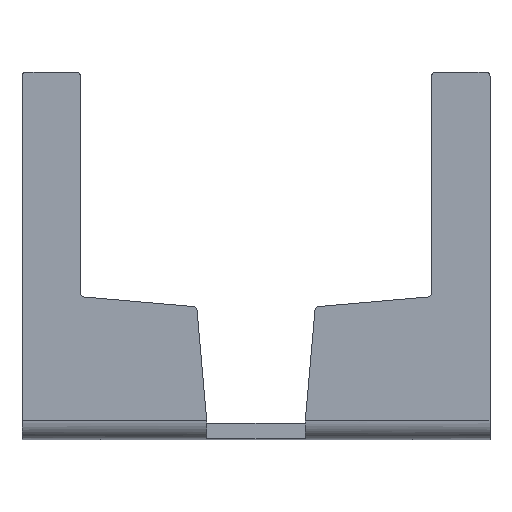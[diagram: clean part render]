
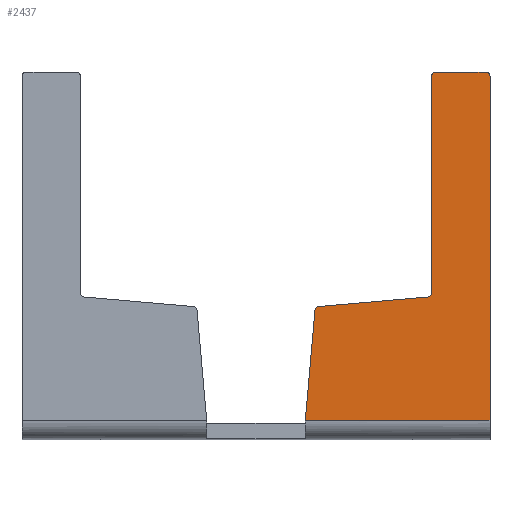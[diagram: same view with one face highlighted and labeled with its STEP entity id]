
A CAD part, top view. The second image highlights one B-rep face of the part: STEP entity #2437.
In plain terms, the highlighted planar face has unit normal (0, 0, 1).
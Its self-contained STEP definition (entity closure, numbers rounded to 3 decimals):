
#34 = ORIENTED_EDGE ( 'NONE', *, *, #1361, .T. ) ;
#77 = ORIENTED_EDGE ( 'NONE', *, *, #1368, .T. ) ;
#93 = ORIENTED_EDGE ( 'NONE', *, *, #1363, .T. ) ;
#109 = ORIENTED_EDGE ( 'NONE', *, *, #1362, .F. ) ;
#127 = ORIENTED_EDGE ( 'NONE', *, *, #1374, .T. ) ;
#129 = ORIENTED_EDGE ( 'NONE', *, *, #1369, .F. ) ;
#131 = ORIENTED_EDGE ( 'NONE', *, *, #1365, .F. ) ;
#144 = ORIENTED_EDGE ( 'NONE', *, *, #1364, .T. ) ;
#145 = ORIENTED_EDGE ( 'NONE', *, *, #1366, .F. ) ;
#160 = ORIENTED_EDGE ( 'NONE', *, *, #1367, .F. ) ;
#407 = CIRCLE ( 'NONE', #1500, 1. ) ;
#410 = LINE ( 'NONE', #793, #414 ) ;
#412 = CIRCLE ( 'NONE', #1501, 1. ) ;
#413 = LINE ( 'NONE', #841, #422 ) ;
#414 = VECTOR ( 'NONE', #795, 1000. ) ;
#415 = CIRCLE ( 'NONE', #1502, 1. ) ;
#416 = LINE ( 'NONE', #895, #418 ) ;
#417 = LINE ( 'NONE', #1111, #420 ) ;
#418 = VECTOR ( 'NONE', #845, 1000. ) ;
#419 = CIRCLE ( 'NONE', #1503, 1. ) ;
#420 = VECTOR ( 'NONE', #1110, 1000. ) ;
#422 = VECTOR ( 'NONE', #1114, 1000. ) ;
#423 = LINE ( 'NONE', #1133, #425 ) ;
#425 = VECTOR ( 'NONE', #1117, 1000. ) ;
#426 = LINE ( 'NONE', #1113, #435 ) ;
#435 = VECTOR ( 'NONE', #1092, 1000. ) ;
#626 = FACE_OUTER_BOUND ( 'NONE', #1901, .T. ) ;
#728 = CARTESIAN_POINT ( 'NONE',  ( 119., 45., 84. ) ) ;
#731 = CARTESIAN_POINT ( 'NONE',  ( 120., 44., 84. ) ) ;
#760 = CARTESIAN_POINT ( 'NONE',  ( 75.111, -16.021, 84. ) ) ;
#766 = CARTESIAN_POINT ( 'NONE',  ( 105., -11.66, 84. ) ) ;
#791 = DIRECTION ( 'NONE',  ( 0., 0., 1. ) ) ;
#793 = CARTESIAN_POINT ( 'NONE',  ( 105., 45., 84. ) ) ;
#794 = DIRECTION ( 'NONE',  ( 0., 1., 0. ) ) ;
#795 = DIRECTION ( 'NONE',  ( 0., 1., 0. ) ) ;
#796 = CARTESIAN_POINT ( 'NONE',  ( 104., -11.66, 84. ) ) ;
#833 = CARTESIAN_POINT ( 'NONE',  ( 119., 44., 84. ) ) ;
#836 = DIRECTION ( 'NONE',  ( 0., 0., 1. ) ) ;
#841 = CARTESIAN_POINT ( 'NONE',  ( 80.751, 48.434, 84. ) ) ;
#845 = DIRECTION ( 'NONE',  ( 0., -1., 0. ) ) ;
#848 = CARTESIAN_POINT ( 'NONE',  ( 106., 44., 84. ) ) ;
#895 = CARTESIAN_POINT ( 'NONE',  ( 120., 45., 84. ) ) ;
#909 = DIRECTION ( 'NONE',  ( 0., 0., -1. ) ) ;
#911 = DIRECTION ( 'NONE',  ( 0., 1., 0. ) ) ;
#1092 = DIRECTION ( 'NONE',  ( -1., 0., 0. ) ) ;
#1106 = DIRECTION ( 'NONE',  ( 0., 1., 0. ) ) ;
#1110 = DIRECTION ( 'NONE',  ( -1., 0., 0. ) ) ;
#1111 = CARTESIAN_POINT ( 'NONE',  ( 120., -44.263, 84. ) ) ;
#1112 = CARTESIAN_POINT ( 'NONE',  ( 76.108, -16.108, 84. ) ) ;
#1113 = CARTESIAN_POINT ( 'NONE',  ( 120., 45., 84. ) ) ;
#1114 = DIRECTION ( 'NONE',  ( 0.087, 0.996, 0. ) ) ;
#1116 = DIRECTION ( 'NONE',  ( 0., 1., 0. ) ) ;
#1117 = DIRECTION ( 'NONE',  ( 0.996, 0.087, 0. ) ) ;
#1119 = DIRECTION ( 'NONE',  ( 0., 0., 1. ) ) ;
#1133 = CARTESIAN_POINT ( 'NONE',  ( 124.885, -10.836, 84. ) ) ;
#1208 = CARTESIAN_POINT ( 'NONE',  ( 104.087, -12.656, 84. ) ) ;
#1215 = CARTESIAN_POINT ( 'NONE',  ( 106., 45., 84. ) ) ;
#1221 = CARTESIAN_POINT ( 'NONE',  ( 72.64, -44.263, 84. ) ) ;
#1242 = CARTESIAN_POINT ( 'NONE',  ( 76.021, -15.111, 84. ) ) ;
#1258 = CARTESIAN_POINT ( 'NONE',  ( 120., -44.263, 84. ) ) ;
#1361 = EDGE_CURVE ( 'NONE', #1905, #2156, #407, .T. ) ;
#1362 = EDGE_CURVE ( 'NONE', #1905, #1868, #410, .T. ) ;
#1363 = EDGE_CURVE ( 'NONE', #2036, #1868, #412, .T. ) ;
#1364 = EDGE_CURVE ( 'NONE', #1914, #1930, #415, .T. ) ;
#1365 = EDGE_CURVE ( 'NONE', #1914, #2098, #416, .T. ) ;
#1366 = EDGE_CURVE ( 'NONE', #2098, #2029, #417, .T. ) ;
#1367 = EDGE_CURVE ( 'NONE', #2029, #1906, #413, .T. ) ;
#1368 = EDGE_CURVE ( 'NONE', #2031, #1906, #419, .T. ) ;
#1369 = EDGE_CURVE ( 'NONE', #2031, #2156, #423, .T. ) ;
#1374 = EDGE_CURVE ( 'NONE', #1930, #2036, #426, .T. ) ;
#1500 = AXIS2_PLACEMENT_3D ( 'NONE', #796, #909, #911 ) ;
#1501 = AXIS2_PLACEMENT_3D ( 'NONE', #848, #791, #794 ) ;
#1502 = AXIS2_PLACEMENT_3D ( 'NONE', #833, #836, #1116 ) ;
#1503 = AXIS2_PLACEMENT_3D ( 'NONE', #1112, #1119, #1106 ) ;
#1559 = AXIS2_PLACEMENT_3D ( 'NONE', #2221, #2259, #2209 ) ;
#1868 = VERTEX_POINT ( 'NONE', #2331 ) ;
#1901 = EDGE_LOOP ( 'NONE', ( #129, #77, #160, #145, #131, #144, #127, #93, #109, #34 ) ) ;
#1905 = VERTEX_POINT ( 'NONE', #766 ) ;
#1906 = VERTEX_POINT ( 'NONE', #760 ) ;
#1914 = VERTEX_POINT ( 'NONE', #731 ) ;
#1930 = VERTEX_POINT ( 'NONE', #728 ) ;
#2029 = VERTEX_POINT ( 'NONE', #1221 ) ;
#2031 = VERTEX_POINT ( 'NONE', #1242 ) ;
#2036 = VERTEX_POINT ( 'NONE', #1215 ) ;
#2098 = VERTEX_POINT ( 'NONE', #1258 ) ;
#2156 = VERTEX_POINT ( 'NONE', #1208 ) ;
#2209 = DIRECTION ( 'NONE',  ( 0., 1., 0. ) ) ;
#2221 = CARTESIAN_POINT ( 'NONE',  ( 120., 45., 84. ) ) ;
#2226 = PLANE ( 'NONE',  #1559 ) ;
#2259 = DIRECTION ( 'NONE',  ( 0., 0., -1. ) ) ;
#2331 = CARTESIAN_POINT ( 'NONE',  ( 105., 44., 84. ) ) ;
#2437 = ADVANCED_FACE ( 'NONE', ( #626 ), #2226, .F. ) ;
